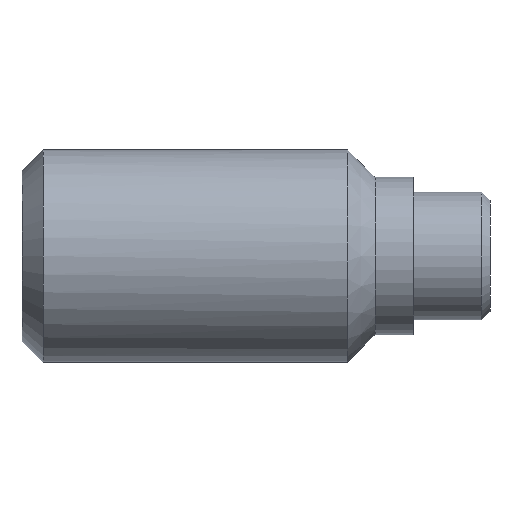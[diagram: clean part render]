
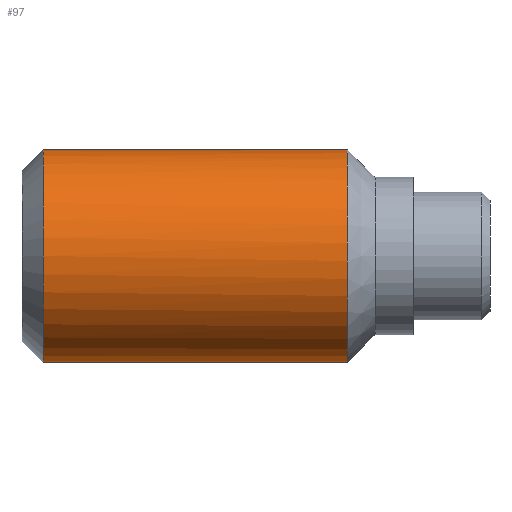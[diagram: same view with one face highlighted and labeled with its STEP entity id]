
A CAD part, front view. The second image highlights one B-rep face of the part: STEP entity #97.
In plain terms, the highlighted cylindrical face has radius 2.5 mm (diameter 5 mm), a full revolution.
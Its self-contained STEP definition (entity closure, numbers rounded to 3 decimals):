
#97 = ADVANCED_FACE( '', ( #203, #204 ), #205, .T. );
#203 = FACE_OUTER_BOUND( '', #313, .T. );
#204 = FACE_OUTER_BOUND( '', #314, .T. );
#205 = CYLINDRICAL_SURFACE( '', #315, 2.5 );
#313 = EDGE_LOOP( '', ( #508, #509, #510, #511, #512, #513, #514, #515 ) );
#314 = EDGE_LOOP( '', ( #516 ) );
#315 = AXIS2_PLACEMENT_3D( '', #517, #518, #519 );
#508 = ORIENTED_EDGE( '', *, *, #663, .T. );
#509 = ORIENTED_EDGE( '', *, *, #674, .F. );
#510 = ORIENTED_EDGE( '', *, *, #675, .F. );
#511 = ORIENTED_EDGE( '', *, *, #676, .F. );
#512 = ORIENTED_EDGE( '', *, *, #677, .F. );
#513 = ORIENTED_EDGE( '', *, *, #657, .F. );
#514 = ORIENTED_EDGE( '', *, *, #678, .T. );
#515 = ORIENTED_EDGE( '', *, *, #610, .T. );
#516 = ORIENTED_EDGE( '', *, *, #653, .T. );
#517 = CARTESIAN_POINT( '', ( 9.2, 0., 0. ) );
#518 = DIRECTION( '', ( -1., 0., 0. ) );
#519 = DIRECTION( '', ( 0., 0., -1. ) );
#610 = EDGE_CURVE( '', #713, #714, #715, .F. );
#653 = EDGE_CURVE( '', #781, #781, #782, .T. );
#657 = EDGE_CURVE( '', #785, #787, #788, .T. );
#663 = EDGE_CURVE( '', #714, #794, #796, .F. );
#674 = EDGE_CURVE( '', #811, #794, #812, .T. );
#675 = EDGE_CURVE( '', #737, #811, #813, .F. );
#676 = EDGE_CURVE( '', #814, #737, #815, .F. );
#677 = EDGE_CURVE( '', #787, #814, #816, .F. );
#678 = EDGE_CURVE( '', #785, #713, #817, .F. );
#713 = VERTEX_POINT( '', #858 );
#714 = VERTEX_POINT( '', #859 );
#715 = LINE( '', #860, #861 );
#737 = VERTEX_POINT( '', #890 );
#781 = VERTEX_POINT( '', #952 );
#782 = CIRCLE( '', #953, 2.5 );
#785 = VERTEX_POINT( '', #956 );
#787 = VERTEX_POINT( '', #961 );
#788 = CIRCLE( '', #962, 2.5 );
#794 = VERTEX_POINT( '', #971 );
#796 = LINE( '', #974, #975 );
#811 = VERTEX_POINT( '', #996 );
#812 = CIRCLE( '', #997, 2.5 );
#813 = LINE( '', #998, #999 );
#814 = VERTEX_POINT( '', #1000 );
#815 = LINE( '', #1001, #1002 );
#816 = LINE( '', #1003, #1004 );
#817 = LINE( '', #1005, #1006 );
#858 = CARTESIAN_POINT( '', ( 6.5, 2.475, 0.35 ) );
#859 = CARTESIAN_POINT( '', ( 3., 2.475, 0.35 ) );
#860 = CARTESIAN_POINT( '', ( 9.2, 2.475, 0.35 ) );
#861 = VECTOR( '', #1040, 1000. );
#890 = CARTESIAN_POINT( '', ( 3., 2.475, -0.35 ) );
#952 = CARTESIAN_POINT( '', ( 0.5, 0., -2.5 ) );
#953 = AXIS2_PLACEMENT_3D( '', #1084, #1085, #1086 );
#956 = CARTESIAN_POINT( '', ( 7.65, 2.475, 0.35 ) );
#961 = CARTESIAN_POINT( '', ( 7.65, 2.475, -0.35 ) );
#962 = AXIS2_PLACEMENT_3D( '', #1087, #1088, #1089 );
#971 = CARTESIAN_POINT( '', ( 1.5, 2.475, 0.35 ) );
#974 = CARTESIAN_POINT( '', ( 9.2, 2.475, 0.35 ) );
#975 = VECTOR( '', #1094, 1000. );
#996 = CARTESIAN_POINT( '', ( 1.5, 2.475, -0.35 ) );
#997 = AXIS2_PLACEMENT_3D( '', #1101, #1102, #1103 );
#998 = CARTESIAN_POINT( '', ( 9.2, 2.475, -0.35 ) );
#999 = VECTOR( '', #1104, 1000. );
#1000 = CARTESIAN_POINT( '', ( 6.5, 2.475, -0.35 ) );
#1001 = CARTESIAN_POINT( '', ( 9.2, 2.475, -0.35 ) );
#1002 = VECTOR( '', #1105, 1000. );
#1003 = CARTESIAN_POINT( '', ( 9.2, 2.475, -0.35 ) );
#1004 = VECTOR( '', #1106, 1000. );
#1005 = CARTESIAN_POINT( '', ( 9.2, 2.475, 0.35 ) );
#1006 = VECTOR( '', #1107, 1000. );
#1040 = DIRECTION( '', ( 1., 0., 0. ) );
#1084 = CARTESIAN_POINT( '', ( 0.5, 0., 0. ) );
#1085 = DIRECTION( '', ( 1., 0., 0. ) );
#1086 = DIRECTION( '', ( 0., 0., -1. ) );
#1087 = CARTESIAN_POINT( '', ( 7.65, 0., 0. ) );
#1088 = DIRECTION( '', ( 1., 0., 0. ) );
#1089 = DIRECTION( '', ( 0., 0., -1. ) );
#1094 = DIRECTION( '', ( 1., 0., 0. ) );
#1101 = CARTESIAN_POINT( '', ( 1.5, 0., 0. ) );
#1102 = DIRECTION( '', ( 1., 0., 0. ) );
#1103 = DIRECTION( '', ( 0., 0., -1. ) );
#1104 = DIRECTION( '', ( 1., 0., 0. ) );
#1105 = DIRECTION( '', ( 1., 0., 0. ) );
#1106 = DIRECTION( '', ( 1., 0., 0. ) );
#1107 = DIRECTION( '', ( 1., 0., 0. ) );
